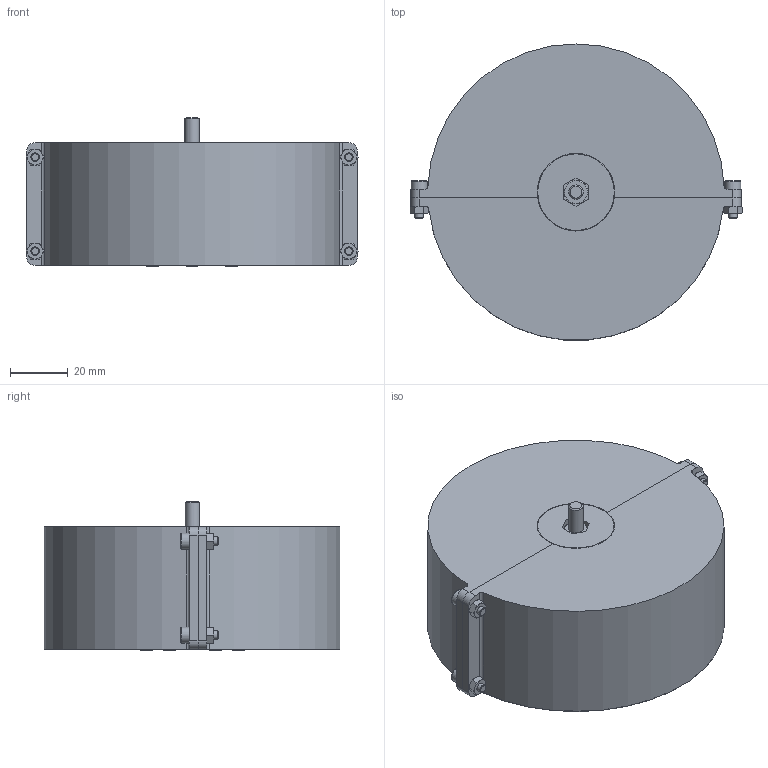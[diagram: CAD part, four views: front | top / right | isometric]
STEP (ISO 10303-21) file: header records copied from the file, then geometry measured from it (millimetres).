
FILE_DESCRIPTION(/* description */ ('STEP AP242','CAx-IF Rec.Pracs.---Representation and Presentation of Product Manufacturing Information (PMI)---4.0---2014-10-13','CAx-IF Rec.Pracs.---3D Tessellated Geometry---0.4---2014-09-14','2;1'),/* implementation_level */ '2;1');
FILE_NAME(/* name */ '65428a1adc56e20d79b817eb',/* time_stamp */ '2023-11-01T17:25:48Z',/* author */ (''),/* organization */ (''),/* preprocessor_version */ 'ST-DEVELOPER v19.4',/* originating_system */ ' ',/* authorisation */ ' ');
FILE_SCHEMA (('AP242_MANAGED_MODEL_BASED_3D_ENGINEERING_MIM_LF { 1 0 10303 442 1 1 4 }'));
Length unit declared in the file: metre
Products named in the file (13): mould assembly; Hex nut grade A & B M5x0.8; Hex socket head cap screw M3x0.50 x 10; Part 5; Hex socket head cap screw M5x0.80 x 35; Part 2; Part 4; Part 1; Hex nut grade A & B M3x0.5; Part 3; wheel assembly <1>; tire; hub
Assembly tree (23 placements, depth 3):
  mould assembly
    Hex nut grade A & B M5x0.8
    Hex socket head cap screw M3x0.50 x 10  x4
    Part 5
    Hex socket head cap screw M5x0.80 x 35
    Part 2
    Part 4
    Part 1
    Hex nut grade A & B M3x0.5  x4
    Part 3
    wheel assembly <1>
      Hex socket head cap screw M5x0.80 x 35  x5
      tire
      hub
Bounding box: 115.35 x 102.81 x 51.74 mm (x, y, z)
Volume: 290170.8 mm3; surface area: 123506.2 mm2
Topology: 22 solids, 22 shells, 1058 faces, 2753 edges, 1754 vertices
Faces by surface type: plane 490, bspline 260, cylinder 172, cone 106, torus 30
Full cylindrical faces by diameter (mm): 2.459 x4, 3 x4, 3.2 x8, 4.134 x1, 5 x6, 5.5 x12, 8.5 x6, 14.6 x2, 15 x1, 22.2 x1, 26.6 x1, 49.8 x1, 50.2 x1, 75.949 x2
Entity records: 26672 total; most frequent: CARTESIAN_POINT 7170, ORIENTED_EDGE 4284, DIRECTION 3335, EDGE_CURVE 2142, LINE 1447, VECTOR 1447, VERTEX_POINT 1419, AXIS2_PLACEMENT_3D 944
